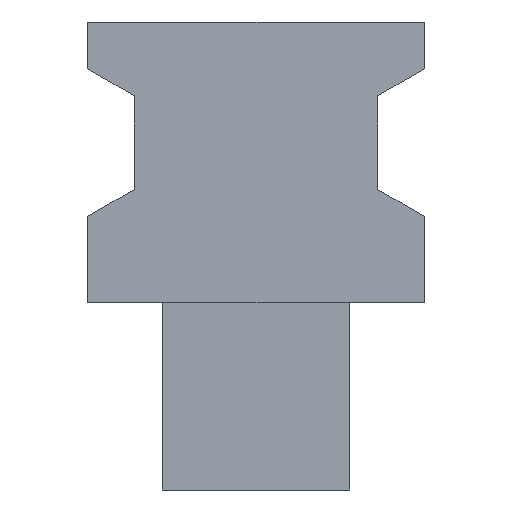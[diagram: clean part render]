
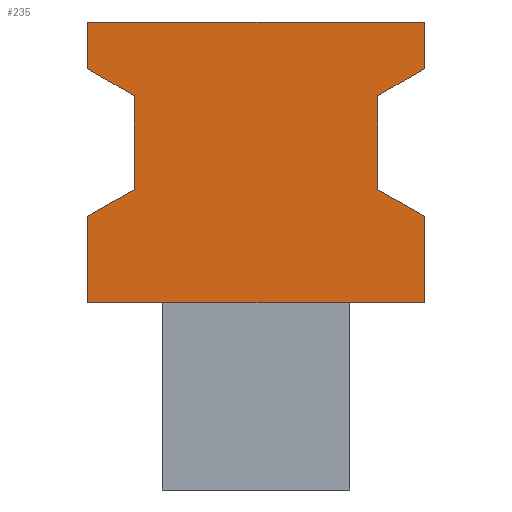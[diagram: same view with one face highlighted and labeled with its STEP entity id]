
A CAD part, left-side view. The second image highlights one B-rep face of the part: STEP entity #235.
In plain terms, the highlighted planar face has unit normal (-1, 0, 0).
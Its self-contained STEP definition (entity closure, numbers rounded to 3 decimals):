
#20 = VECTOR ( 'NONE', #244, 1000. ) ;
#22 = LINE ( 'NONE', #390, #176 ) ;
#27 = CARTESIAN_POINT ( 'NONE',  ( 335.087, 98.382, 15. ) ) ;
#31 = ORIENTED_EDGE ( 'NONE', *, *, #281, .F. ) ;
#37 = CARTESIAN_POINT ( 'NONE',  ( 335.087, 98.382, 15. ) ) ;
#41 = ORIENTED_EDGE ( 'NONE', *, *, #102, .F. ) ;
#46 = VECTOR ( 'NONE', #308, 1000. ) ;
#47 = VERTEX_POINT ( 'NONE', #55 ) ;
#48 = DIRECTION ( 'NONE',  ( 0., 0., 1. ) ) ;
#55 = CARTESIAN_POINT ( 'NONE',  ( 335.087, 80.382, 12.5 ) ) ;
#56 = CARTESIAN_POINT ( 'NONE',  ( 335.087, 80.382, 15. ) ) ;
#61 = CARTESIAN_POINT ( 'NONE',  ( 335.087, 80.382, 0. ) ) ;
#75 = EDGE_CURVE ( 'NONE', #275, #229, #248, .T. ) ;
#78 = ORIENTED_EDGE ( 'NONE', *, *, #582, .T. ) ;
#87 = CARTESIAN_POINT ( 'NONE',  ( 335.087, 98.382, 0. ) ) ;
#92 = LINE ( 'NONE', #240, #510 ) ;
#99 = LINE ( 'NONE', #153, #554 ) ;
#102 = EDGE_CURVE ( 'NONE', #223, #47, #99, .T. ) ;
#111 = VERTEX_POINT ( 'NONE', #61 ) ;
#112 = VECTOR ( 'NONE', #514, 1000. ) ;
#124 = EDGE_CURVE ( 'NONE', #229, #542, #476, .T. ) ;
#125 = ORIENTED_EDGE ( 'NONE', *, *, #485, .T. ) ;
#127 = DIRECTION ( 'NONE',  ( 0., 0.866, -0.5 ) ) ;
#134 = CARTESIAN_POINT ( 'NONE',  ( 335.087, 95.882, 11.057 ) ) ;
#138 = DIRECTION ( 'NONE',  ( 0., 0., -1. ) ) ;
#146 = PLANE ( 'NONE',  #361 ) ;
#153 = CARTESIAN_POINT ( 'NONE',  ( 335.087, 80.382, 15. ) ) ;
#158 = CARTESIAN_POINT ( 'NONE',  ( 335.087, 98.382, 15. ) ) ;
#160 = ORIENTED_EDGE ( 'NONE', *, *, #454, .T. ) ;
#165 = CARTESIAN_POINT ( 'NONE',  ( 335.087, 95.882, 6.057 ) ) ;
#169 = ORIENTED_EDGE ( 'NONE', *, *, #515, .T. ) ;
#176 = VECTOR ( 'NONE', #48, 1000. ) ;
#185 = CARTESIAN_POINT ( 'NONE',  ( 335.087, 95.882, 6.057 ) ) ;
#189 = EDGE_CURVE ( 'NONE', #194, #357, #92, .T. ) ;
#194 = VERTEX_POINT ( 'NONE', #286 ) ;
#195 = CARTESIAN_POINT ( 'NONE',  ( 335.087, 98.382, 12.5 ) ) ;
#200 = FACE_OUTER_BOUND ( 'NONE', #362, .T. ) ;
#205 = ORIENTED_EDGE ( 'NONE', *, *, #189, .T. ) ;
#210 = ORIENTED_EDGE ( 'NONE', *, *, #124, .T. ) ;
#213 = VERTEX_POINT ( 'NONE', #289 ) ;
#216 = ORIENTED_EDGE ( 'NONE', *, *, #75, .T. ) ;
#221 = VERTEX_POINT ( 'NONE', #375 ) ;
#223 = VERTEX_POINT ( 'NONE', #56 ) ;
#227 = VECTOR ( 'NONE', #461, 1000. ) ;
#229 = VERTEX_POINT ( 'NONE', #195 ) ;
#235 = ADVANCED_FACE ( 'NONE', ( #200 ), #146, .F. ) ;
#240 = CARTESIAN_POINT ( 'NONE',  ( 335.087, 82.882, 6.057 ) ) ;
#242 = DIRECTION ( 'NONE',  ( 0., 0., -1. ) ) ;
#244 = DIRECTION ( 'NONE',  ( 0., -0.866, -0.5 ) ) ;
#247 = CARTESIAN_POINT ( 'NONE',  ( 335.087, 98.382, 12.5 ) ) ;
#248 = LINE ( 'NONE', #434, #448 ) ;
#249 = DIRECTION ( 'NONE',  ( 0., 1., 0. ) ) ;
#256 = VERTEX_POINT ( 'NONE', #482 ) ;
#275 = VERTEX_POINT ( 'NONE', #27 ) ;
#281 = EDGE_CURVE ( 'NONE', #275, #223, #392, .T. ) ;
#286 = CARTESIAN_POINT ( 'NONE',  ( 335.087, 80.382, 4.613 ) ) ;
#289 = CARTESIAN_POINT ( 'NONE',  ( 335.087, 82.882, 11.057 ) ) ;
#299 = DIRECTION ( 'NONE',  ( 0., -1., 0. ) ) ;
#300 = ORIENTED_EDGE ( 'NONE', *, *, #378, .F. ) ;
#308 = DIRECTION ( 'NONE',  ( 0., 0., -1. ) ) ;
#316 = CARTESIAN_POINT ( 'NONE',  ( 335.087, 95.882, 11.057 ) ) ;
#321 = ORIENTED_EDGE ( 'NONE', *, *, #401, .T. ) ;
#325 = LINE ( 'NONE', #87, #227 ) ;
#326 = ORIENTED_EDGE ( 'NONE', *, *, #494, .T. ) ;
#332 = VECTOR ( 'NONE', #138, 1000. ) ;
#335 = DIRECTION ( 'NONE',  ( 1., 0., 0. ) ) ;
#341 = LINE ( 'NONE', #445, #46 ) ;
#353 = VERTEX_POINT ( 'NONE', #165 ) ;
#357 = VERTEX_POINT ( 'NONE', #398 ) ;
#361 = AXIS2_PLACEMENT_3D ( 'NONE', #471, #335, #249 ) ;
#362 = EDGE_LOOP ( 'NONE', ( #78, #160, #326, #169, #300, #205, #321, #125, #41, #31, #216, #210 ) ) ;
#369 = CARTESIAN_POINT ( 'NONE',  ( 335.087, 80.382, 12.5 ) ) ;
#375 = CARTESIAN_POINT ( 'NONE',  ( 335.087, 98.382, 0. ) ) ;
#378 = EDGE_CURVE ( 'NONE', #194, #111, #341, .T. ) ;
#390 = CARTESIAN_POINT ( 'NONE',  ( 335.087, 82.882, 11.057 ) ) ;
#392 = LINE ( 'NONE', #158, #540 ) ;
#398 = CARTESIAN_POINT ( 'NONE',  ( 335.087, 82.882, 6.057 ) ) ;
#401 = EDGE_CURVE ( 'NONE', #357, #213, #22, .T. ) ;
#415 = LINE ( 'NONE', #185, #438 ) ;
#431 = DIRECTION ( 'NONE',  ( 0., 0., -1. ) ) ;
#434 = CARTESIAN_POINT ( 'NONE',  ( 335.087, 98.382, 15. ) ) ;
#438 = VECTOR ( 'NONE', #127, 1000. ) ;
#445 = CARTESIAN_POINT ( 'NONE',  ( 335.087, 80.382, 15. ) ) ;
#448 = VECTOR ( 'NONE', #242, 1000. ) ;
#454 = EDGE_CURVE ( 'NONE', #353, #256, #415, .T. ) ;
#461 = DIRECTION ( 'NONE',  ( 0., -1., 0. ) ) ;
#463 = DIRECTION ( 'NONE',  ( 0., 0.866, 0.5 ) ) ;
#471 = CARTESIAN_POINT ( 'NONE',  ( 335.087, 98.382, 15. ) ) ;
#476 = LINE ( 'NONE', #247, #20 ) ;
#482 = CARTESIAN_POINT ( 'NONE',  ( 335.087, 98.382, 4.613 ) ) ;
#485 = EDGE_CURVE ( 'NONE', #213, #47, #557, .T. ) ;
#493 = LINE ( 'NONE', #316, #530 ) ;
#494 = EDGE_CURVE ( 'NONE', #256, #221, #505, .T. ) ;
#505 = LINE ( 'NONE', #37, #332 ) ;
#510 = VECTOR ( 'NONE', #463, 1000. ) ;
#514 = DIRECTION ( 'NONE',  ( 0., -0.866, 0.5 ) ) ;
#515 = EDGE_CURVE ( 'NONE', #221, #111, #325, .T. ) ;
#530 = VECTOR ( 'NONE', #539, 1000. ) ;
#539 = DIRECTION ( 'NONE',  ( 0., 0., -1. ) ) ;
#540 = VECTOR ( 'NONE', #299, 1000. ) ;
#542 = VERTEX_POINT ( 'NONE', #134 ) ;
#554 = VECTOR ( 'NONE', #431, 1000. ) ;
#557 = LINE ( 'NONE', #369, #112 ) ;
#582 = EDGE_CURVE ( 'NONE', #542, #353, #493, .T. ) ;
